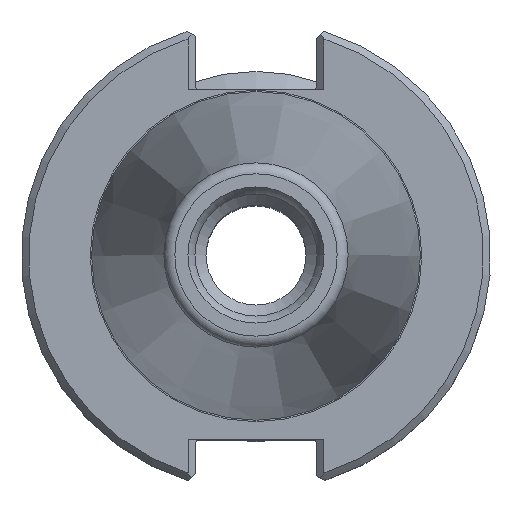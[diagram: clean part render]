
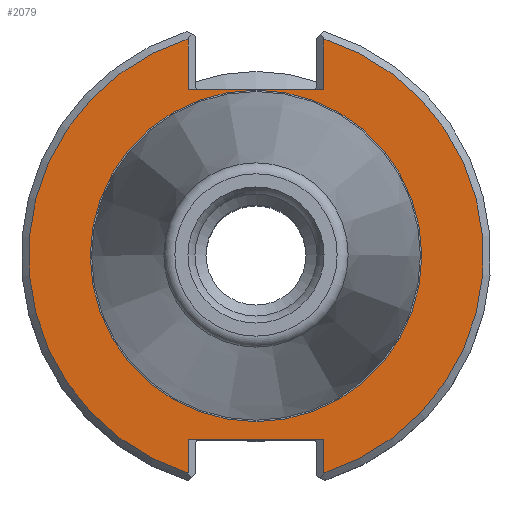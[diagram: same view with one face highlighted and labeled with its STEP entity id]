
A CAD part, top view. The second image highlights one B-rep face of the part: STEP entity #2079.
In plain terms, the highlighted planar face has unit normal (0, 0, 1).
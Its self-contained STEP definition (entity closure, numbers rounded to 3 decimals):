
#68=LINE('',#3082,#133);
#69=LINE('',#3084,#134);
#70=LINE('',#3086,#135);
#71=LINE('',#3090,#136);
#72=LINE('',#3092,#137);
#73=LINE('',#3094,#138);
#133=VECTOR('',#2446,1000.);
#134=VECTOR('',#2447,1000.);
#135=VECTOR('',#2448,1000.);
#136=VECTOR('',#2451,1000.);
#137=VECTOR('',#2452,1000.);
#138=VECTOR('',#2453,1000.);
#266=PLANE('',#2202);
#445=ORIENTED_EDGE('',*,*,#822,.T.);
#446=ORIENTED_EDGE('',*,*,#823,.T.);
#447=ORIENTED_EDGE('',*,*,#824,.F.);
#448=ORIENTED_EDGE('',*,*,#825,.T.);
#449=ORIENTED_EDGE('',*,*,#826,.T.);
#450=ORIENTED_EDGE('',*,*,#827,.T.);
#451=ORIENTED_EDGE('',*,*,#828,.F.);
#452=ORIENTED_EDGE('',*,*,#829,.T.);
#453=ORIENTED_EDGE('',*,*,#821,.F.);
#821=EDGE_CURVE('',#1003,#1003,#1093,.T.);
#822=EDGE_CURVE('',#1004,#1005,#1094,.T.);
#823=EDGE_CURVE('',#1005,#1006,#68,.T.);
#824=EDGE_CURVE('',#1007,#1006,#69,.T.);
#825=EDGE_CURVE('',#1007,#1008,#70,.T.);
#826=EDGE_CURVE('',#1008,#1009,#1095,.T.);
#827=EDGE_CURVE('',#1009,#1010,#71,.T.);
#828=EDGE_CURVE('',#1011,#1010,#72,.T.);
#829=EDGE_CURVE('',#1011,#1004,#73,.T.);
#1003=VERTEX_POINT('',#3077);
#1004=VERTEX_POINT('',#3080);
#1005=VERTEX_POINT('',#3081);
#1006=VERTEX_POINT('',#3083);
#1007=VERTEX_POINT('',#3085);
#1008=VERTEX_POINT('',#3087);
#1009=VERTEX_POINT('',#3089);
#1010=VERTEX_POINT('',#3091);
#1011=VERTEX_POINT('',#3093);
#1093=CIRCLE('',#2201,22.413);
#1094=CIRCLE('',#2203,30.75);
#1095=CIRCLE('',#2204,30.75);
#1166=EDGE_LOOP('',(#445,#446,#447,#448,#449,#450,#451,#452));
#1167=EDGE_LOOP('',(#453));
#1293=FACE_BOUND('',#1166,.T.);
#1294=FACE_BOUND('',#1167,.T.);
#2079=ADVANCED_FACE('',(#1293,#1294),#266,.T.);
#2201=AXIS2_PLACEMENT_3D('',#3076,#2440,#2441);
#2202=AXIS2_PLACEMENT_3D('',#3078,#2442,#2443);
#2203=AXIS2_PLACEMENT_3D('',#3079,#2444,#2445);
#2204=AXIS2_PLACEMENT_3D('',#3088,#2449,#2450);
#2440=DIRECTION('',(0.,0.,1.));
#2441=DIRECTION('',(1.,0.,0.));
#2442=DIRECTION('',(0.,0.,1.));
#2443=DIRECTION('',(1.,0.,0.));
#2444=DIRECTION('',(0.,0.,1.));
#2445=DIRECTION('',(1.,0.,0.));
#2446=DIRECTION('',(0.,1.,0.));
#2447=DIRECTION('',(-1.,0.,0.));
#2448=DIRECTION('',(0.,-1.,0.));
#2449=DIRECTION('',(0.,0.,1.));
#2450=DIRECTION('',(1.,0.,0.));
#2451=DIRECTION('',(0.,-1.,0.));
#2452=DIRECTION('',(1.,0.,0.));
#2453=DIRECTION('',(0.,1.,0.));
#3076=CARTESIAN_POINT('',(0.,0.,-3.17));
#3077=CARTESIAN_POINT('',(22.413,0.,-3.17));
#3078=CARTESIAN_POINT('',(22.413,0.,-3.17));
#3079=CARTESIAN_POINT('',(0.,0.,-3.17));
#3080=CARTESIAN_POINT('',(-9.19,29.345,-3.17));
#3081=CARTESIAN_POINT('',(-9.19,-29.345,-3.17));
#3082=CARTESIAN_POINT('',(-9.19,-24.87,-3.17));
#3083=CARTESIAN_POINT('',(-9.19,-24.87,-3.17));
#3084=CARTESIAN_POINT('',(8.19,-24.87,-3.17));
#3085=CARTESIAN_POINT('',(9.19,-24.87,-3.17));
#3086=CARTESIAN_POINT('',(9.19,-30.831,-3.17));
#3087=CARTESIAN_POINT('',(9.19,-29.345,-3.17));
#3088=CARTESIAN_POINT('',(0.,0.,-3.17));
#3089=CARTESIAN_POINT('',(9.19,29.345,-3.17));
#3090=CARTESIAN_POINT('',(9.19,22.46,-3.17));
#3091=CARTESIAN_POINT('',(9.19,22.46,-3.17));
#3092=CARTESIAN_POINT('',(-8.19,22.46,-3.17));
#3093=CARTESIAN_POINT('',(-9.19,22.46,-3.17));
#3094=CARTESIAN_POINT('',(-9.19,30.831,-3.17));
